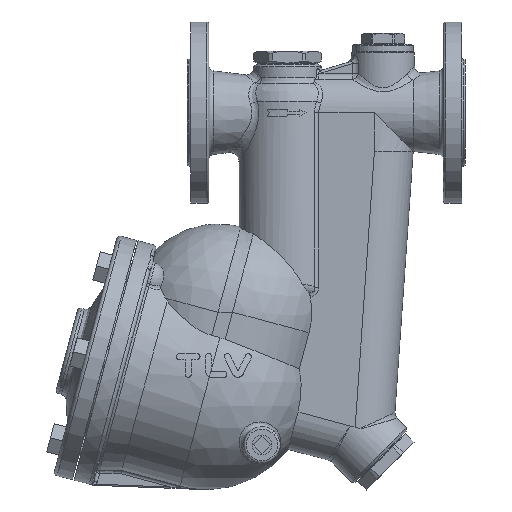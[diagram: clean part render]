
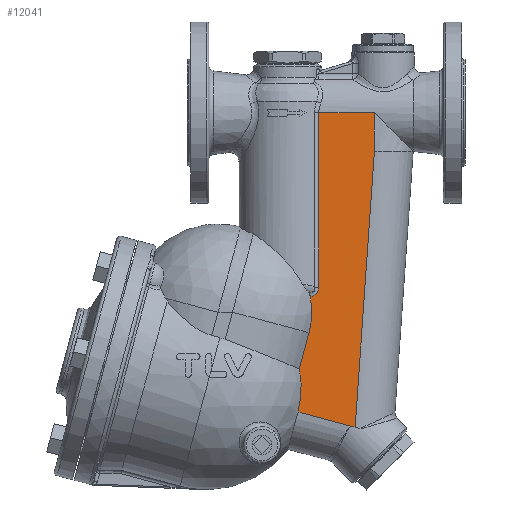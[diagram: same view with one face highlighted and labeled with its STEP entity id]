
A CAD part, front view. The second image highlights one B-rep face of the part: STEP entity #12041.
In plain terms, the highlighted planar face has unit normal (0, -1, 0).
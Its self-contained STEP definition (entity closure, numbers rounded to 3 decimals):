
#6907=CARTESIAN_POINT('',(8.706,-32.0,-247.525));
#6908=VERTEX_POINT('',#6907);
#6916=CARTESIAN_POINT('',(9.858,-32.0,-211.924));
#6917=VERTEX_POINT('',#6916);
#6918=CARTESIAN_POINT('',(-66.93,-32.0,-227.258));
#6919=DIRECTION('',(0.0,1.0,0.0));
#6920=DIRECTION('',(0.0,0.0,1.0));
#6921=AXIS2_PLACEMENT_3D('',#6918,#6919,#6920);
#6922=CIRCLE('',#6921,78.305);
#6923=EDGE_CURVE('',#6917,#6908,#6922,.T.);
#11640=CARTESIAN_POINT('',(17.882,-32.0,-181.982));
#11641=VERTEX_POINT('',#11640);
#11649=CARTESIAN_POINT('',(18.876,-32.,-152.299));
#11650=VERTEX_POINT('',#11649);
#11651=CARTESIAN_POINT('',(-45.495,-32.0,-165.));
#11652=DIRECTION('',(0.0,1.0,0.0));
#11653=DIRECTION('',(0.0,0.0,1.0));
#11654=AXIS2_PLACEMENT_3D('',#11651,#11652,#11653);
#11655=CIRCLE('',#11654,65.612);
#11656=EDGE_CURVE('',#11650,#11641,#11655,.T.);
#11702=CARTESIAN_POINT('',(17.882,-32.0,-181.982));
#11703=DIRECTION('',(-0.259,0.0,-0.966));
#11704=VECTOR('',#11703,30.999);
#11705=LINE('',#11702,#11704);
#11706=EDGE_CURVE('',#11641,#6917,#11705,.T.);
#11934=CARTESIAN_POINT('',(25.923,-32.0,-144.253));
#11935=VERTEX_POINT('',#11934);
#11936=CARTESIAN_POINT('',(18.876,-32.,-152.299));
#11937=CARTESIAN_POINT('',(18.94,-32.,-152.28));
#11938=CARTESIAN_POINT('',(19.284,-32.,-152.178));
#11939=CARTESIAN_POINT('',(20.185,-32.,-151.891));
#11940=CARTESIAN_POINT('',(21.191,-32.,-151.506));
#11941=CARTESIAN_POINT('',(22.239,-32.,-150.982));
#11942=CARTESIAN_POINT('',(22.745,-32.,-150.668));
#11943=CARTESIAN_POINT('',(23.069,-32.,-150.425));
#11944=CARTESIAN_POINT('',(23.089,-32.,-150.411));
#11945=CARTESIAN_POINT('',(23.113,-32.,-150.392));
#11946=CARTESIAN_POINT('',(23.143,-32.,-150.37));
#11947=CARTESIAN_POINT('',(23.201,-32.,-150.325));
#11948=CARTESIAN_POINT('',(23.287,-32.,-150.256));
#11949=CARTESIAN_POINT('',(23.4,-32.,-150.162));
#11950=CARTESIAN_POINT('',(23.622,-32.,-149.969));
#11951=CARTESIAN_POINT('',(23.867,-32.,-149.731));
#11952=CARTESIAN_POINT('',(24.13,-32.,-149.44));
#11953=CARTESIAN_POINT('',(24.349,-32.,-149.175));
#11954=CARTESIAN_POINT('',(24.582,-32.,-148.857));
#11955=CARTESIAN_POINT('',(24.822,-32.,-148.483));
#11956=CARTESIAN_POINT('',(25.001,-32.,-148.16));
#11957=CARTESIAN_POINT('',(25.133,-32.,-147.896));
#11958=CARTESIAN_POINT('',(25.44,-32.,-147.229));
#11959=CARTESIAN_POINT('',(25.813,-32.,-146.025));
#11960=CARTESIAN_POINT('',(25.923,-32.0,-144.839));
#11961=CARTESIAN_POINT('',(25.923,-32.0,-144.253));
#11962=B_SPLINE_CURVE_WITH_KNOTS('',3,(#11936,#11937,#11938,#11939,#11940,#11941,#11942,#11943,#11944,#11945,#11946,#11947,#11948,#11949,#11950,#11951,#11952,#11953,#11954,#11955,#11956,#11957,#11958,#11959,#11960,#11961),.UNSPECIFIED.,.F.,.U.,(4,1,1,1,1,1,1,1,1,1,1,1,1,1,1,1,1,1,1,1,1,1,1,4),(-1.162,-1.143,-1.055,-0.879,-0.82,-0.703,-0.701,-0.699,-0.696,-0.692,-0.688,-0.674,-0.659,-0.645,-0.586,-0.557,-0.527,-0.483,-0.439,-0.395,-0.374,-0.352,-0.176,0.0),.UNSPECIFIED.);
#11963=EDGE_CURVE('',#11650,#11935,#11962,.T.);
#11976=CARTESIAN_POINT('',(41.554,-32.0,-141.461));
#11977=DIRECTION('',(0.0,1.0,0.0));
#11978=DIRECTION('',(0.0,0.0,1.0));
#11979=AXIS2_PLACEMENT_3D('',#11976,#11977,#11978);
#11980=PLANE('',#11979);
#11981=ORIENTED_EDGE('',*,*,#6923,.T.);
#11982=CARTESIAN_POINT('',(51.708,-32.,-259.047));
#11983=VERTEX_POINT('',#11982);
#11984=CARTESIAN_POINT('',(51.708,-32.,-259.047));
#11985=DIRECTION('',(-0.966,0.,0.259));
#11986=VECTOR('',#11985,44.518);
#11987=LINE('',#11984,#11986);
#11988=EDGE_CURVE('',#11983,#6908,#11987,.T.);
#11989=ORIENTED_EDGE('',*,*,#11988,.F.);
#11990=CARTESIAN_POINT('',(52.844,-32.0,-259.352));
#11991=VERTEX_POINT('',#11990);
#11992=CARTESIAN_POINT('',(52.844,-32.0,-259.352));
#11993=DIRECTION('',(-0.966,0.,0.259));
#11994=VECTOR('',#11993,1.177);
#11995=LINE('',#11992,#11994);
#11996=EDGE_CURVE('',#11991,#11983,#11995,.T.);
#11997=ORIENTED_EDGE('',*,*,#11996,.F.);
#11998=CARTESIAN_POINT('',(55.965,-32.0,-260.188));
#11999=VERTEX_POINT('',#11998);
#12000=CARTESIAN_POINT('',(55.965,-32.0,-260.188));
#12001=DIRECTION('',(-0.966,0.0,0.259));
#12002=VECTOR('',#12001,3.231);
#12003=LINE('',#12000,#12002);
#12004=EDGE_CURVE('',#11999,#11991,#12003,.T.);
#12005=ORIENTED_EDGE('',*,*,#12004,.F.);
#12006=CARTESIAN_POINT('',(71.922,-32.0,-32.));
#12007=VERTEX_POINT('',#12006);
#12008=CARTESIAN_POINT('',(71.922,-32.0,-32.));
#12009=DIRECTION('',(-0.07,0.0,-0.998));
#12010=VECTOR('',#12009,228.745);
#12011=LINE('',#12008,#12010);
#12012=EDGE_CURVE('',#12007,#11999,#12011,.T.);
#12013=ORIENTED_EDGE('',*,*,#12012,.F.);
#12014=CARTESIAN_POINT('',(71.922,-32.0,0.0));
#12015=VERTEX_POINT('',#12014);
#12016=CARTESIAN_POINT('',(71.922,-32.0,-32.));
#12017=DIRECTION('',(0.0,0.0,1.0));
#12018=VECTOR('',#12017,32.);
#12019=LINE('',#12016,#12018);
#12020=EDGE_CURVE('',#12007,#12015,#12019,.T.);
#12021=ORIENTED_EDGE('',*,*,#12020,.T.);
#12022=CARTESIAN_POINT('',(25.923,-32.0,0.0));
#12023=VERTEX_POINT('',#12022);
#12024=CARTESIAN_POINT('',(71.922,-32.0,0.0));
#12025=DIRECTION('',(-1.0,0.0,0.0));
#12026=VECTOR('',#12025,45.999);
#12027=LINE('',#12024,#12026);
#12028=EDGE_CURVE('',#12015,#12023,#12027,.T.);
#12029=ORIENTED_EDGE('',*,*,#12028,.T.);
#12030=CARTESIAN_POINT('',(25.923,-32.0,-144.253));
#12031=DIRECTION('',(0.0,0.0,1.0));
#12032=VECTOR('',#12031,144.253);
#12033=LINE('',#12030,#12032);
#12034=EDGE_CURVE('',#11935,#12023,#12033,.T.);
#12035=ORIENTED_EDGE('',*,*,#12034,.F.);
#12036=ORIENTED_EDGE('',*,*,#11963,.F.);
#12037=ORIENTED_EDGE('',*,*,#11656,.T.);
#12038=ORIENTED_EDGE('',*,*,#11706,.T.);
#12039=EDGE_LOOP('',(#11981,#11989,#11997,#12005,#12013,#12021,#12029,#12035,#12036,#12037,#12038));
#12040=FACE_OUTER_BOUND('',#12039,.T.);
#12041=ADVANCED_FACE('',(#12040),#11980,.F.);
